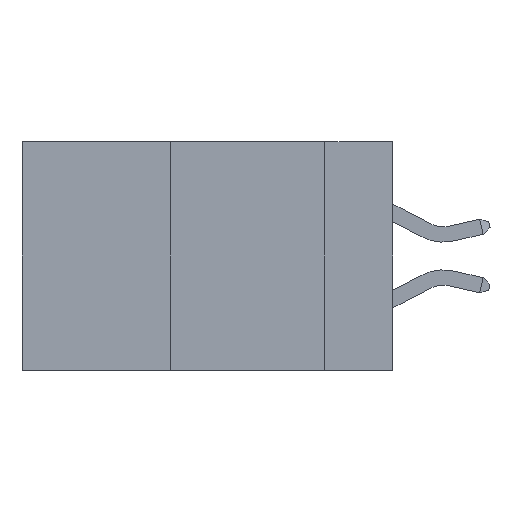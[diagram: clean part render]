
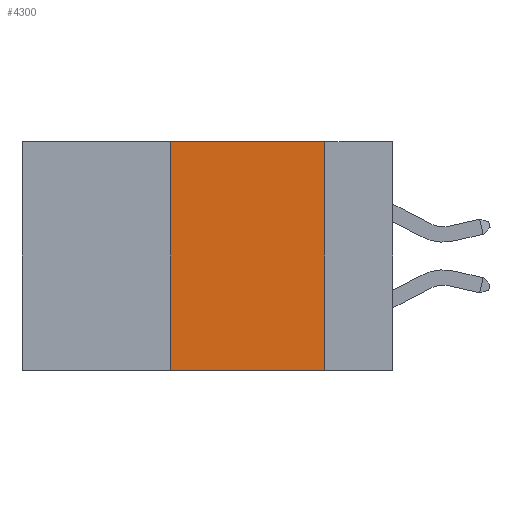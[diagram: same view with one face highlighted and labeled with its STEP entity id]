
A CAD part, left-side view. The second image highlights one B-rep face of the part: STEP entity #4300.
In plain terms, the highlighted planar face has unit normal (-1, 0, 0).
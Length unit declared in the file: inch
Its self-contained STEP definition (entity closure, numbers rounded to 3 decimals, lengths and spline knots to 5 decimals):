
#20 = DIRECTION ( 'NONE',  ( 0., 0., -1. ) ) ;
#119 = CARTESIAN_POINT ( 'NONE',  ( 0., 0.36, 0. ) ) ;
#493 = LINE ( 'NONE', #14570, #4178 ) ;
#495 = ORIENTED_EDGE ( 'NONE', *, *, #13476, .T. ) ;
#581 = ORIENTED_EDGE ( 'NONE', *, *, #9379, .F. ) ;
#634 = DIRECTION ( 'NONE',  ( 0., -1., 0. ) ) ;
#1428 = LINE ( 'NONE', #2884, #7444 ) ;
#2884 = CARTESIAN_POINT ( 'NONE',  ( 0., 0.6, 0. ) ) ;
#3518 = EDGE_CURVE ( 'NONE', #7605, #5229, #5343, .T. ) ;
#4178 = VECTOR ( 'NONE', #634, 39.37008 ) ;
#4300 = ADVANCED_FACE ( 'NONE', ( #4366 ), #9063, .F. ) ;
#4313 = DIRECTION ( 'NONE',  ( 1., 0., 0. ) ) ;
#4366 = FACE_OUTER_BOUND ( 'NONE', #8233, .T. ) ;
#4894 = AXIS2_PLACEMENT_3D ( 'NONE', #5523, #4313, #9013 ) ;
#5009 = CARTESIAN_POINT ( 'NONE',  ( 0., 0.11, 0. ) ) ;
#5229 = VERTEX_POINT ( 'NONE', #6322 ) ;
#5343 = LINE ( 'NONE', #119, #14075 ) ;
#5523 = CARTESIAN_POINT ( 'NONE',  ( 0., 0.6, 0. ) ) ;
#5874 = DIRECTION ( 'NONE',  ( 0., 0., 1. ) ) ;
#6300 = CARTESIAN_POINT ( 'NONE',  ( 0., 0.11, 0. ) ) ;
#6322 = CARTESIAN_POINT ( 'NONE',  ( 0., 0.36, 0. ) ) ;
#6539 = EDGE_CURVE ( 'NONE', #5229, #12501, #1428, .T. ) ;
#7133 = ORIENTED_EDGE ( 'NONE', *, *, #3518, .F. ) ;
#7444 = VECTOR ( 'NONE', #15107, 39.37008 ) ;
#7605 = VERTEX_POINT ( 'NONE', #10174 ) ;
#8233 = EDGE_LOOP ( 'NONE', ( #581, #12735, #7133, #495 ) ) ;
#8585 = CARTESIAN_POINT ( 'NONE',  ( 0., 0.11, -0.37 ) ) ;
#9013 = DIRECTION ( 'NONE',  ( 0., 0., -1. ) ) ;
#9063 = PLANE ( 'NONE',  #4894 ) ;
#9379 = EDGE_CURVE ( 'NONE', #12501, #13863, #13248, .T. ) ;
#10174 = CARTESIAN_POINT ( 'NONE',  ( 0., 0.36, -0.37 ) ) ;
#10623 = VECTOR ( 'NONE', #20, 39.37008 ) ;
#12501 = VERTEX_POINT ( 'NONE', #6300 ) ;
#12735 = ORIENTED_EDGE ( 'NONE', *, *, #6539, .F. ) ;
#13248 = LINE ( 'NONE', #5009, #10623 ) ;
#13476 = EDGE_CURVE ( 'NONE', #7605, #13863, #493, .T. ) ;
#13863 = VERTEX_POINT ( 'NONE', #8585 ) ;
#14075 = VECTOR ( 'NONE', #5874, 39.37008 ) ;
#14570 = CARTESIAN_POINT ( 'NONE',  ( 0., 0.6, -0.37 ) ) ;
#15107 = DIRECTION ( 'NONE',  ( 0., -1., 0. ) ) ;
